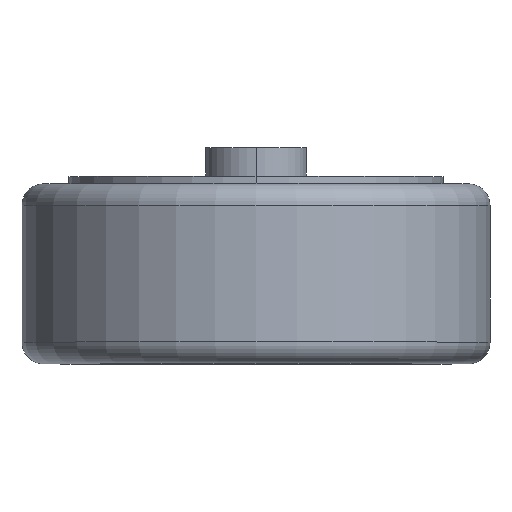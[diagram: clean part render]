
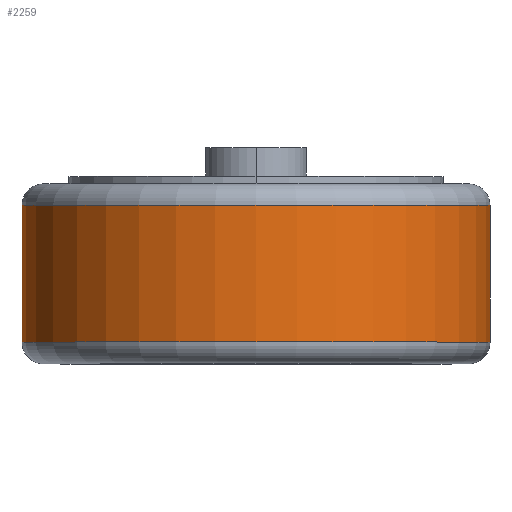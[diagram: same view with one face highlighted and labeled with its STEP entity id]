
A CAD part, top view. The second image highlights one B-rep face of the part: STEP entity #2259.
In plain terms, the highlighted cylindrical face has radius 32.5 mm (diameter 65 mm), a partial arc.
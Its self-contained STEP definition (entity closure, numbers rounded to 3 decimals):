
#63 = VERTEX_POINT ( 'NONE', #1039 ) ;
#65 = VERTEX_POINT ( 'NONE', #1041 ) ;
#90 = VERTEX_POINT ( 'NONE', #1063 ) ;
#93 = VERTEX_POINT ( 'NONE', #1065 ) ;
#128 = AXIS2_PLACEMENT_3D ( 'NONE', #1644, #1645, #1646 ) ;
#132 = FACE_OUTER_BOUND ( 'NONE', #934, .T. ) ;
#134 = CYLINDRICAL_SURFACE ( 'NONE', #128, 32.5 ) ;
#211 = ORIENTED_EDGE ( 'NONE', *, *, #2239, .T. ) ;
#220 = ORIENTED_EDGE ( 'NONE', *, *, #2313, .T. ) ;
#221 = ORIENTED_EDGE ( 'NONE', *, *, #2317, .F. ) ;
#378 = ORIENTED_EDGE ( 'NONE', *, *, #2306, .T. ) ;
#607 = CIRCLE ( 'NONE', #695, 32.5 ) ;
#627 = CIRCLE ( 'NONE', #2175, 32.5 ) ;
#695 = AXIS2_PLACEMENT_3D ( 'NONE', #1881, #1882, #1883 ) ;
#706 = VECTOR ( 'NONE', #1905, 1000. ) ;
#713 = VECTOR ( 'NONE', #1919, 1000. ) ;
#934 = EDGE_LOOP ( 'NONE', ( #378, #220, #211, #221 ) ) ;
#1039 = CARTESIAN_POINT ( 'NONE',  ( -32.5, 0., 9.5 ) ) ;
#1041 = CARTESIAN_POINT ( 'NONE',  ( 32.5, 0., 9.5 ) ) ;
#1063 = CARTESIAN_POINT ( 'NONE',  ( 32.5, 0., -9.5 ) ) ;
#1065 = CARTESIAN_POINT ( 'NONE',  ( -32.5, 0., -9.5 ) ) ;
#1568 = CARTESIAN_POINT ( 'NONE',  ( 0., 0., -9.5 ) ) ;
#1569 = DIRECTION ( 'NONE',  ( 0., 0., 1. ) ) ;
#1570 = DIRECTION ( 'NONE',  ( 1., 0., 0. ) ) ;
#1644 = CARTESIAN_POINT ( 'NONE',  ( 0., 0., 12.5 ) ) ;
#1645 = DIRECTION ( 'NONE',  ( 0., 0., -1. ) ) ;
#1646 = DIRECTION ( 'NONE',  ( -1., 0., 0. ) ) ;
#1881 = CARTESIAN_POINT ( 'NONE',  ( 0., 0., 9.5 ) ) ;
#1882 = DIRECTION ( 'NONE',  ( 0., 0., -1. ) ) ;
#1883 = DIRECTION ( 'NONE',  ( 1., 0., 0. ) ) ;
#1903 = LINE ( 'NONE', #1904, #706 ) ;
#1904 = CARTESIAN_POINT ( 'NONE',  ( 32.5, 0., 12.5 ) ) ;
#1905 = DIRECTION ( 'NONE',  ( 0., 0., -1. ) ) ;
#1917 = LINE ( 'NONE', #1918, #713 ) ;
#1918 = CARTESIAN_POINT ( 'NONE',  ( -32.5, 0., 12.5 ) ) ;
#1919 = DIRECTION ( 'NONE',  ( 0., 0., -1. ) ) ;
#2175 = AXIS2_PLACEMENT_3D ( 'NONE', #1568, #1569, #1570 ) ;
#2239 = EDGE_CURVE ( 'NONE', #90, #93, #627, .T. ) ;
#2259 = ADVANCED_FACE ( 'NONE', ( #132 ), #134, .T. ) ;
#2306 = EDGE_CURVE ( 'NONE', #63, #65, #607, .T. ) ;
#2313 = EDGE_CURVE ( 'NONE', #65, #90, #1903, .T. ) ;
#2317 = EDGE_CURVE ( 'NONE', #63, #93, #1917, .T. ) ;
